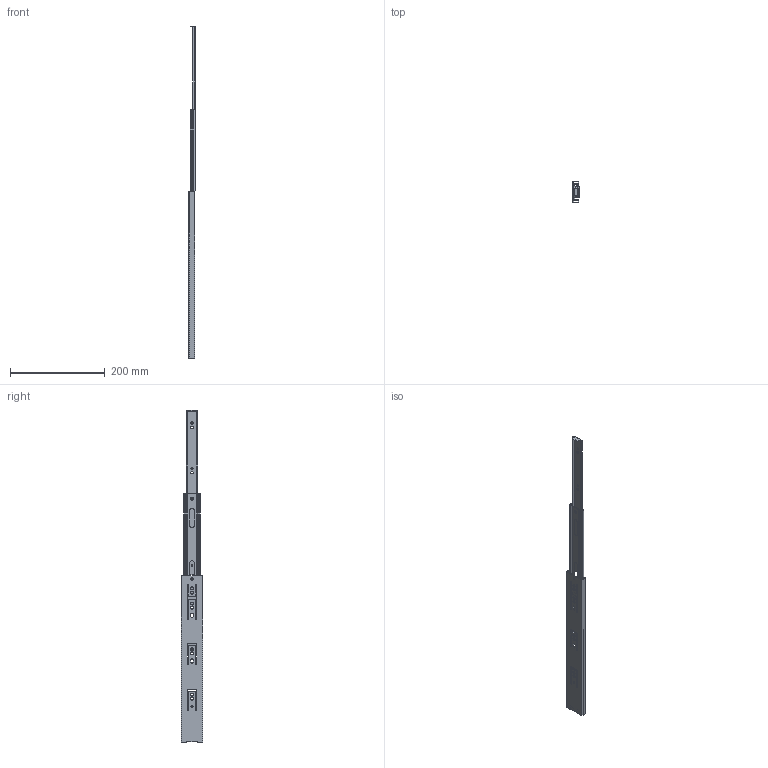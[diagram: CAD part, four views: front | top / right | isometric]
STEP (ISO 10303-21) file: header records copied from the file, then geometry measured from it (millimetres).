
FILE_DESCRIPTION (( 'STEP AP214' ), '1' );
FILE_NAME ('3045-350-Rollco.step', '2023-11-07T13:06:09', ( '' ), ( '' ), 'SwSTEP 2.0', 'SolidWorks 2010', '' );
FILE_SCHEMA (( 'AUTOMOTIVE_DESIGN' ));
Length unit declared in the file: millimetre
Products named in the file (4): Slide-Outer-3045-350-Rollco_3045-350-Rollco; Slide-Middle-3045-350-Rollco_3045-350-Rollco; Slide-Inner-3045-350-Rollco_3045-350-Rollco; 3045-350-Rollco
Assembly tree (3 placements, depth 2):
  3045-350-Rollco
    Slide-Inner-3045-350-Rollco_3045-350-Rollco
    Slide-Middle-3045-350-Rollco_3045-350-Rollco
    Slide-Outer-3045-350-Rollco_3045-350-Rollco
Bounding box: 12.7 x 45.3 x 700 mm (x, y, z)
Volume: 66247 mm3; surface area: 107238.3 mm2
Topology: 3 solids, 3 shells, 231 faces, 663 edges, 440 vertices
Faces by surface type: cylinder 137, plane 94
Entity records: 10478 total; most frequent: DIRECTION 1415, CARTESIAN_POINT 1340, ORIENTED_EDGE 1326, EDGE_CURVE 663, AXIS2_PLACEMENT_3D 515, VERTEX_POINT 440, VECTOR 385, LINE 385
